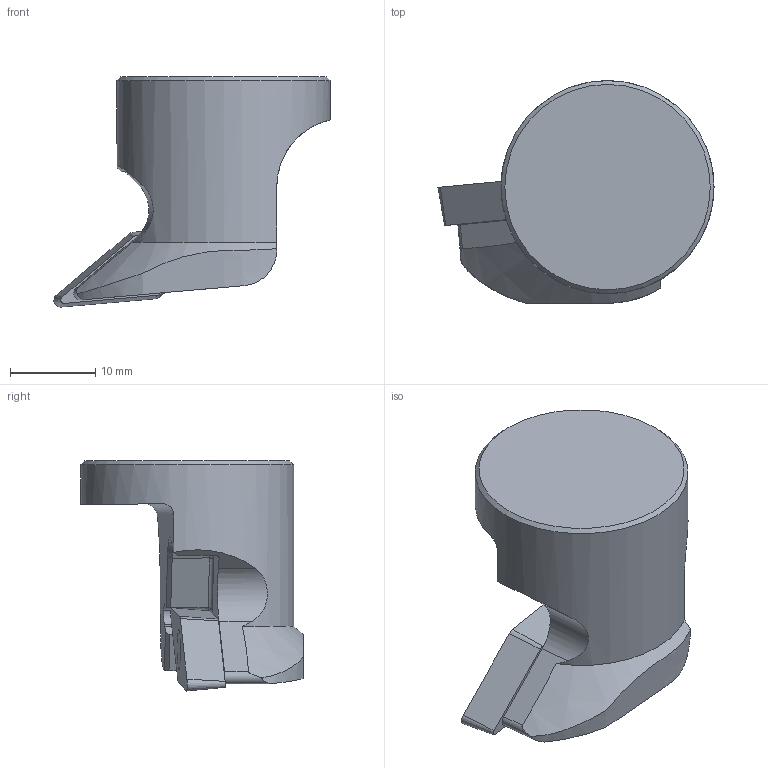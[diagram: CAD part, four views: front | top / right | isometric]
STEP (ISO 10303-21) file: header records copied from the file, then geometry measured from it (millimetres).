
FILE_DESCRIPTION(/* description */ (''),/* implementation_level */ '2;1');
FILE_NAME(/* name */ '1573036014115.stp',/* time_stamp */ '2019-11-06T15:57:04+05:00',/* author */ (''),/* organization */ ('SMS'),/* preprocessor_version */ 'ST-DEVELOPER v16.7',/* originating_system */ 'SIEMENS PLM Software NX 12.0',/* authorisation */ '');
FILE_SCHEMA (('AUTOMOTIVE_DESIGN { 1 0 10303 214 3 1 1 1 }'));
Length unit declared in the file: millimetre
Products named in the file (4): ASSEMBLY_CONSTRUCTION; 202599710mod000_00; 202612465mod000_00; 202612464mod000_00
Assembly tree (3 placements, depth 2):
  202612464mod000_00
    202612465mod000_00
    202599710mod000_00
    ASSEMBLY_CONSTRUCTION
Bounding box: 32.4 x 26.11 x 27 mm (x, y, z)
Volume: 7170.1 mm3; surface area: 3158.7 mm2
Topology: 2 solids, 2 shells, 60 faces, 152 edges, 105 vertices
Faces by surface type: plane 29, cylinder 20, cone 7, torus 3, extrusion 1
Full cylindrical faces by diameter (mm): 4.638 x2, 25 x1
Entity records: 2178 total; most frequent: CARTESIAN_POINT 547, DIRECTION 324, ORIENTED_EDGE 290, EDGE_CURVE 145, AXIS2_PLACEMENT_3D 119, VERTEX_POINT 94, VECTOR 86, LINE 85
